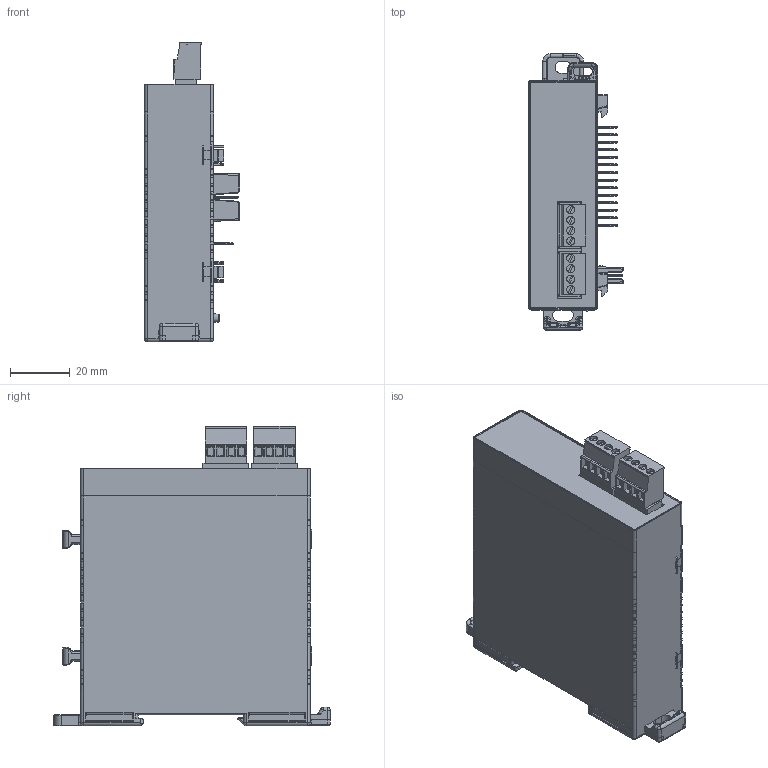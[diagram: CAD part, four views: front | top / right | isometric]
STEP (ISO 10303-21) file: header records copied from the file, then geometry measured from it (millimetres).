
FILE_DESCRIPTION (( 'STEP AP214' ), '1' );
FILE_NAME ('P1AM-SERIAL nc red1 ext1ccB DIN Coord fxtt.STEP', '2023-02-16T14:47:51', ( '' ), ( '' ), 'SwSTEP 2.0', 'SolidWorks 2021', '' );
FILE_SCHEMA (( 'AUTOMOTIVE_DESIGN' ));
Length unit declared in the file: inch
Products named in the file (1): P1AM-SERIAL nc red1 ext1ccB DIN Coord fxtt
Bounding box: 31.92 x 92.75 x 100.64 mm (x, y, z)
Volume: 157138.6 mm3; surface area: 30785.3 mm2
Topology: 6 solids, 22 shells, 3263 faces, 8255 edges, 5117 vertices
Faces by surface type: plane 1795, cylinder 805, bspline 651, cone 12
Entity records: 118613 total; most frequent: CARTESIAN_POINT 45497, ORIENTED_EDGE 16398, DIRECTION 13060, EDGE_CURVE 8199, LINE 5160, VECTOR 5160, VERTEX_POINT 5117, AXIS2_PLACEMENT_3D 3950
